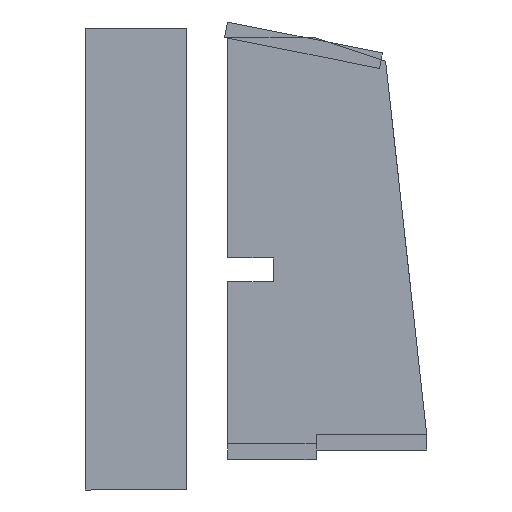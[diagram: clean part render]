
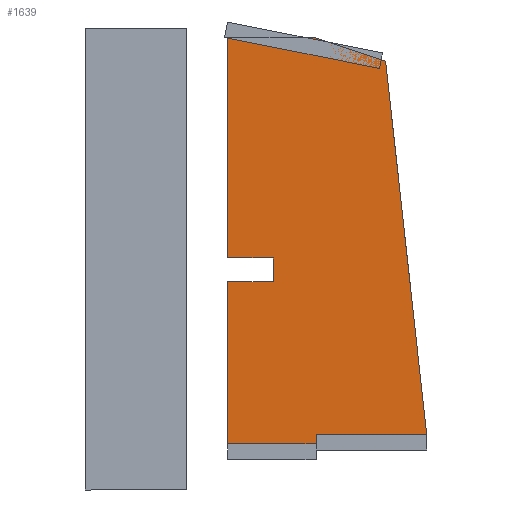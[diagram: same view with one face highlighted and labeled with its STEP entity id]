
A CAD part, left-side view. The second image highlights one B-rep face of the part: STEP entity #1639.
In plain terms, the highlighted face is planar.
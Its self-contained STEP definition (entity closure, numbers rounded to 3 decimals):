
#34 = EDGE_CURVE ( 'NONE', #2768, #3098, #2576, .T. ) ;
#58 = VERTEX_POINT ( 'NONE', #2638 ) ;
#142 = CARTESIAN_POINT ( 'NONE',  ( 139.5, 0., 0. ) ) ;
#188 = CARTESIAN_POINT ( 'NONE',  ( 0., 0., 0. ) ) ;
#208 = EDGE_CURVE ( 'NONE', #2767, #2350, #1785, .T. ) ;
#256 = CARTESIAN_POINT ( 'NONE',  ( 154.5, 0., 0. ) ) ;
#308 = CARTESIAN_POINT ( 'NONE',  ( 251., -56., 0. ) ) ;
#314 = VECTOR ( 'NONE', #2050, 1000. ) ;
#323 = VECTOR ( 'NONE', #2076, 1000. ) ;
#351 = CARTESIAN_POINT ( 'NONE',  ( 257., 0., 0. ) ) ;
#363 = ORIENTED_EDGE ( 'NONE', *, *, #1902, .F. ) ;
#407 = DIRECTION ( 'NONE',  ( 0., 1., 0. ) ) ;
#433 = DIRECTION ( 'NONE',  ( 0., -1., 0. ) ) ;
#455 = VERTEX_POINT ( 'NONE', #549 ) ;
#472 = CARTESIAN_POINT ( 'NONE',  ( 257., -56., 0. ) ) ;
#489 = LINE ( 'NONE', #256, #1973 ) ;
#490 = CARTESIAN_POINT ( 'NONE',  ( 139.5, -29., 0. ) ) ;
#495 = DIRECTION ( 'NONE',  ( 0., 1., 0. ) ) ;
#512 = ORIENTED_EDGE ( 'NONE', *, *, #34, .F. ) ;
#520 = FACE_OUTER_BOUND ( 'NONE', #1107, .T. ) ;
#549 = CARTESIAN_POINT ( 'NONE',  ( 0., 0., 0. ) ) ;
#587 = ORIENTED_EDGE ( 'NONE', *, *, #2394, .F. ) ;
#680 = CARTESIAN_POINT ( 'NONE',  ( 257., 0., 0. ) ) ;
#708 = LINE ( 'NONE', #308, #2727 ) ;
#859 = VECTOR ( 'NONE', #407, 1000. ) ;
#864 = CARTESIAN_POINT ( 'NONE',  ( 0., -55., 0. ) ) ;
#949 = LINE ( 'NONE', #1011, #1465 ) ;
#963 = ORIENTED_EDGE ( 'NONE', *, *, #1337, .F. ) ;
#1011 = CARTESIAN_POINT ( 'NONE',  ( 0., 0., 0. ) ) ;
#1014 = CARTESIAN_POINT ( 'NONE',  ( 251., -126., 0. ) ) ;
#1049 = CARTESIAN_POINT ( 'NONE',  ( 0., 0., 0. ) ) ;
#1066 = EDGE_CURVE ( 'NONE', #1385, #1464, #2060, .T. ) ;
#1086 = CARTESIAN_POINT ( 'NONE',  ( 251., -126., 0. ) ) ;
#1107 = EDGE_LOOP ( 'NONE', ( #2206, #2075, #2093, #2116, #3126, #963, #587, #512, #1878, #2385, #363 ) ) ;
#1294 = EDGE_CURVE ( 'NONE', #1484, #2768, #1694, .T. ) ;
#1337 = EDGE_CURVE ( 'NONE', #58, #3061, #2259, .T. ) ;
#1346 = CARTESIAN_POINT ( 'NONE',  ( 154.5, 0., 0. ) ) ;
#1364 = VECTOR ( 'NONE', #1981, 1000. ) ;
#1385 = VERTEX_POINT ( 'NONE', #351 ) ;
#1395 = DIRECTION ( 'NONE',  ( -1., 0., 0. ) ) ;
#1403 = LINE ( 'NONE', #2682, #1976 ) ;
#1417 = VECTOR ( 'NONE', #2972, 1000. ) ;
#1464 = VERTEX_POINT ( 'NONE', #1346 ) ;
#1465 = VECTOR ( 'NONE', #433, 1000. ) ;
#1468 = VERTEX_POINT ( 'NONE', #3167 ) ;
#1484 = VERTEX_POINT ( 'NONE', #864 ) ;
#1568 = DIRECTION ( 'NONE',  ( 1., 0., 0. ) ) ;
#1639 = ADVANCED_FACE ( 'NONE', ( #520 ), #1935, .T. ) ;
#1694 = LINE ( 'NONE', #2586, #323 ) ;
#1701 = LINE ( 'NONE', #680, #859 ) ;
#1721 = CARTESIAN_POINT ( 'NONE',  ( 139.5, 0., 0. ) ) ;
#1785 = LINE ( 'NONE', #1721, #1417 ) ;
#1878 = ORIENTED_EDGE ( 'NONE', *, *, #1294, .F. ) ;
#1902 = EDGE_CURVE ( 'NONE', #2767, #455, #2889, .T. ) ;
#1935 = PLANE ( 'NONE',  #2765 ) ;
#1937 = CARTESIAN_POINT ( 'NONE',  ( 15., -100., 0. ) ) ;
#1973 = VECTOR ( 'NONE', #495, 1000. ) ;
#1976 = VECTOR ( 'NONE', #3242, 1000. ) ;
#1981 = DIRECTION ( 'NONE',  ( -1., 0., 0. ) ) ;
#2008 = VECTOR ( 'NONE', #1568, 1000. ) ;
#2050 = DIRECTION ( 'NONE',  ( -1., 0., 0. ) ) ;
#2060 = LINE ( 'NONE', #188, #1364 ) ;
#2075 = ORIENTED_EDGE ( 'NONE', *, *, #2782, .T. ) ;
#2076 = DIRECTION ( 'NONE',  ( 0.316, -0.949, 0. ) ) ;
#2093 = ORIENTED_EDGE ( 'NONE', *, *, #2987, .T. ) ;
#2116 = ORIENTED_EDGE ( 'NONE', *, *, #1066, .F. ) ;
#2206 = ORIENTED_EDGE ( 'NONE', *, *, #208, .T. ) ;
#2259 = LINE ( 'NONE', #2334, #2008 ) ;
#2331 = EDGE_CURVE ( 'NONE', #455, #1484, #949, .T. ) ;
#2334 = CARTESIAN_POINT ( 'NONE',  ( 257., -56., 0. ) ) ;
#2350 = VERTEX_POINT ( 'NONE', #490 ) ;
#2385 = ORIENTED_EDGE ( 'NONE', *, *, #2331, .F. ) ;
#2394 = EDGE_CURVE ( 'NONE', #3098, #58, #708, .T. ) ;
#2576 = LINE ( 'NONE', #1086, #2954 ) ;
#2586 = CARTESIAN_POINT ( 'NONE',  ( 0., -55., 0. ) ) ;
#2638 = CARTESIAN_POINT ( 'NONE',  ( 251., -56., 0. ) ) ;
#2661 = CARTESIAN_POINT ( 'NONE',  ( 0., 0., 0. ) ) ;
#2682 = CARTESIAN_POINT ( 'NONE',  ( 139.5, -29., 0. ) ) ;
#2696 = EDGE_CURVE ( 'NONE', #3061, #1385, #1701, .T. ) ;
#2727 = VECTOR ( 'NONE', #3077, 1000. ) ;
#2765 = AXIS2_PLACEMENT_3D ( 'NONE', #2661, #3200, #1395 ) ;
#2767 = VERTEX_POINT ( 'NONE', #142 ) ;
#2768 = VERTEX_POINT ( 'NONE', #1937 ) ;
#2782 = EDGE_CURVE ( 'NONE', #2350, #1468, #1403, .T. ) ;
#2870 = DIRECTION ( 'NONE',  ( 0.994, -0.11, 0. ) ) ;
#2889 = LINE ( 'NONE', #1049, #314 ) ;
#2954 = VECTOR ( 'NONE', #2870, 1000. ) ;
#2972 = DIRECTION ( 'NONE',  ( 0., -1., 0. ) ) ;
#2987 = EDGE_CURVE ( 'NONE', #1468, #1464, #489, .T. ) ;
#3061 = VERTEX_POINT ( 'NONE', #472 ) ;
#3077 = DIRECTION ( 'NONE',  ( 0., 1., 0. ) ) ;
#3098 = VERTEX_POINT ( 'NONE', #1014 ) ;
#3126 = ORIENTED_EDGE ( 'NONE', *, *, #2696, .F. ) ;
#3167 = CARTESIAN_POINT ( 'NONE',  ( 154.5, -29., 0. ) ) ;
#3200 = DIRECTION ( 'NONE',  ( 0., 0., -1. ) ) ;
#3242 = DIRECTION ( 'NONE',  ( 1., 0., 0. ) ) ;
